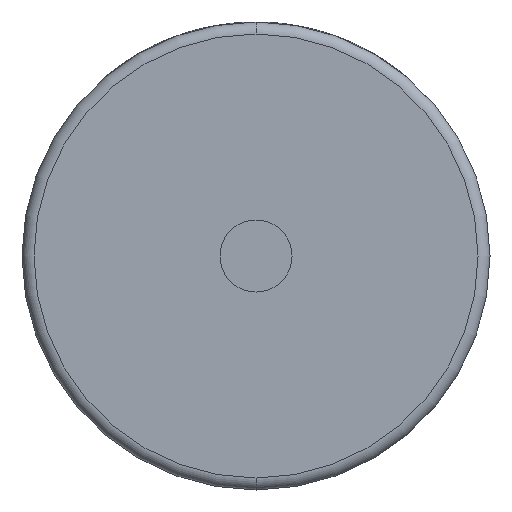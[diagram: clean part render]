
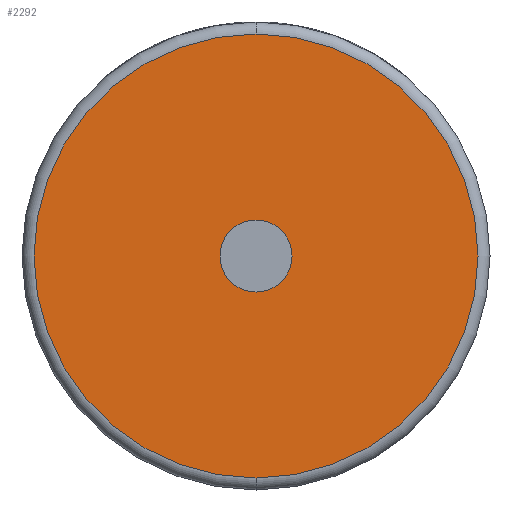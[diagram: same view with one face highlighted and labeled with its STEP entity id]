
A CAD part, front view. The second image highlights one B-rep face of the part: STEP entity #2292.
In plain terms, the highlighted planar face has unit normal (0, -1, 0).
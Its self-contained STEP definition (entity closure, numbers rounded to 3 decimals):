
#142 = DIRECTION ( 'NONE',  ( 0., 0., 1. ) ) ;
#293 = CARTESIAN_POINT ( 'NONE',  ( 0., 0., 0. ) ) ;
#409 = AXIS2_PLACEMENT_3D ( 'NONE', #3317, #3611, #3630 ) ;
#458 = VERTEX_POINT ( 'NONE', #4336 ) ;
#494 = EDGE_CURVE ( 'NONE', #2742, #1278, #548, .T. ) ;
#515 = AXIS2_PLACEMENT_3D ( 'NONE', #293, #3912, #1417 ) ;
#548 = CIRCLE ( 'NONE', #2248, 6. ) ;
#754 = ORIENTED_EDGE ( 'NONE', *, *, #494, .F. ) ;
#844 = DIRECTION ( 'NONE',  ( 0., -1., 0. ) ) ;
#887 = FACE_BOUND ( 'NONE', #4650, .T. ) ;
#913 = ORIENTED_EDGE ( 'NONE', *, *, #1242, .F. ) ;
#1242 = EDGE_CURVE ( 'NONE', #1278, #2742, #2841, .T. ) ;
#1278 = VERTEX_POINT ( 'NONE', #3838 ) ;
#1396 = EDGE_CURVE ( 'NONE', #458, #3415, #4091, .T. ) ;
#1417 = DIRECTION ( 'NONE',  ( 0., 0., 1. ) ) ;
#1537 = DIRECTION ( 'NONE',  ( 0., -1., 0. ) ) ;
#1685 = ORIENTED_EDGE ( 'NONE', *, *, #1396, .T. ) ;
#1854 = CARTESIAN_POINT ( 'NONE',  ( 0., 0., 0. ) ) ;
#2003 = CARTESIAN_POINT ( 'NONE',  ( 0., 0., 0. ) ) ;
#2141 = EDGE_CURVE ( 'NONE', #3415, #458, #3777, .T. ) ;
#2248 = AXIS2_PLACEMENT_3D ( 'NONE', #1854, #1537, #4372 ) ;
#2292 = ADVANCED_FACE ( 'NONE', ( #4055, #887 ), #2810, .F. ) ;
#2324 = DIRECTION ( 'NONE',  ( 0., -1., 0. ) ) ;
#2742 = VERTEX_POINT ( 'NONE', #3390 ) ;
#2810 = PLANE ( 'NONE',  #515 ) ;
#2841 = CIRCLE ( 'NONE', #3971, 6. ) ;
#2992 = ORIENTED_EDGE ( 'NONE', *, *, #2141, .T. ) ;
#3317 = CARTESIAN_POINT ( 'NONE',  ( 0., 0., 0. ) ) ;
#3390 = CARTESIAN_POINT ( 'NONE',  ( 0., 0., -6. ) ) ;
#3415 = VERTEX_POINT ( 'NONE', #4299 ) ;
#3611 = DIRECTION ( 'NONE',  ( 0., -1., 0. ) ) ;
#3630 = DIRECTION ( 'NONE',  ( 0., 0., 1. ) ) ;
#3690 = EDGE_LOOP ( 'NONE', ( #1685, #2992 ) ) ;
#3777 = CIRCLE ( 'NONE', #4403, 37. ) ;
#3788 = DIRECTION ( 'NONE',  ( 0., 0., 1. ) ) ;
#3838 = CARTESIAN_POINT ( 'NONE',  ( 0., 0., 6. ) ) ;
#3912 = DIRECTION ( 'NONE',  ( 0., 1., 0. ) ) ;
#3971 = AXIS2_PLACEMENT_3D ( 'NONE', #2003, #2324, #3788 ) ;
#4055 = FACE_OUTER_BOUND ( 'NONE', #3690, .T. ) ;
#4091 = CIRCLE ( 'NONE', #409, 37. ) ;
#4299 = CARTESIAN_POINT ( 'NONE',  ( 0., 0., -37. ) ) ;
#4336 = CARTESIAN_POINT ( 'NONE',  ( 0., 0., 37. ) ) ;
#4372 = DIRECTION ( 'NONE',  ( 0., 0., 1. ) ) ;
#4403 = AXIS2_PLACEMENT_3D ( 'NONE', #4437, #844, #142 ) ;
#4437 = CARTESIAN_POINT ( 'NONE',  ( 0., 0., 0. ) ) ;
#4650 = EDGE_LOOP ( 'NONE', ( #913, #754 ) ) ;
